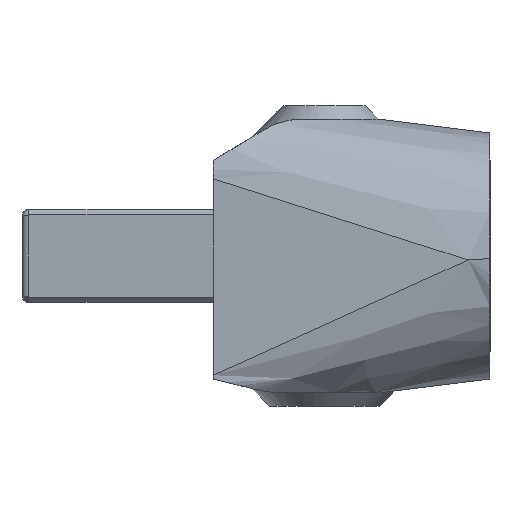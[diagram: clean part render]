
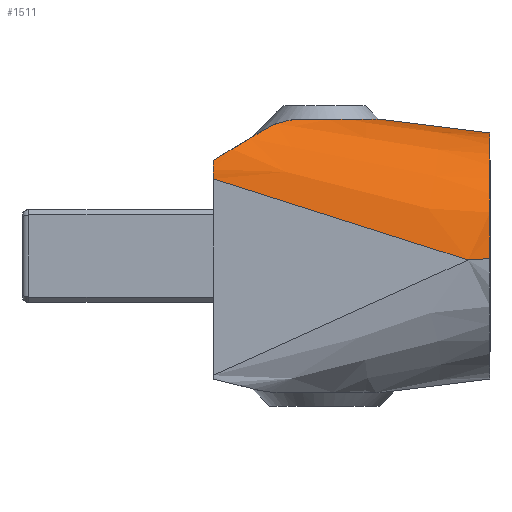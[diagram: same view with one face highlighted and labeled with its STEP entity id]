
A CAD part, front view. The second image highlights one B-rep face of the part: STEP entity #1511.
In plain terms, the highlighted conical face has half-angle 10.366 degrees and reference radius 7.445 mm.
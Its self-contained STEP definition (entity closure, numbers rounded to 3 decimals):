
#25=B_SPLINE_CURVE_WITH_KNOTS('',3,(#2415,#2416,#2417,#2418),
 .UNSPECIFIED.,.F.,.F.,(4,4),(0.,0.158),.UNSPECIFIED.);
#29=B_SPLINE_CURVE_WITH_KNOTS('',3,(#2459,#2460,#2461,#2462,#2463,#2464,
#2465,#2466),.UNSPECIFIED.,.F.,.F.,(4,2,2,4),(1.113,1.301,
1.403,1.43),.UNSPECIFIED.);
#53=ELLIPSE('',#1581,6.365,5.952);
#55=ELLIPSE('',#1586,7.874,5.73);
#72=ELLIPSE('',#1630,10.598,9.911);
#73=ELLIPSE('',#1631,16.642,4.029);
#134=CONICAL_SURFACE('',#1629,7.445,0.181);
#183=FACE_OUTER_BOUND('',#272,.T.);
#272=EDGE_LOOP('',(#1207,#1208,#1209,#1210,#1211,#1212,#1213,#1214));
#428=LINE('',#2478,#576);
#429=LINE('',#2482,#577);
#576=VECTOR('',#1955,10.172);
#577=VECTOR('',#1958,10.172);
#659=VERTEX_POINT('',#2252);
#660=VERTEX_POINT('',#2254);
#684=VERTEX_POINT('',#2312);
#707=VERTEX_POINT('',#2412);
#708=VERTEX_POINT('',#2414);
#716=VERTEX_POINT('',#2458);
#718=VERTEX_POINT('',#2479);
#719=VERTEX_POINT('',#2481);
#810=EDGE_CURVE('',#660,#659,#53,.T.);
#841=EDGE_CURVE('',#684,#660,#55,.T.);
#884=EDGE_CURVE('',#708,#707,#25,.T.);
#896=EDGE_CURVE('',#684,#716,#29,.T.);
#899=EDGE_CURVE('',#659,#708,#428,.T.);
#900=EDGE_CURVE('',#707,#718,#72,.T.);
#901=EDGE_CURVE('',#718,#719,#429,.T.);
#902=EDGE_CURVE('',#719,#716,#73,.T.);
#1207=ORIENTED_EDGE('',*,*,#896,.F.);
#1208=ORIENTED_EDGE('',*,*,#841,.T.);
#1209=ORIENTED_EDGE('',*,*,#810,.T.);
#1210=ORIENTED_EDGE('',*,*,#899,.T.);
#1211=ORIENTED_EDGE('',*,*,#884,.T.);
#1212=ORIENTED_EDGE('',*,*,#900,.T.);
#1213=ORIENTED_EDGE('',*,*,#901,.T.);
#1214=ORIENTED_EDGE('',*,*,#902,.T.);
#1511=ADVANCED_FACE('',(#183),#134,.T.);
#1581=AXIS2_PLACEMENT_3D('',#2255,#1796,#1797);
#1586=AXIS2_PLACEMENT_3D('',#2313,#1835,#1836);
#1629=AXIS2_PLACEMENT_3D('',#2477,#1953,#1954);
#1630=AXIS2_PLACEMENT_3D('',#2480,#1956,#1957);
#1631=AXIS2_PLACEMENT_3D('',#2483,#1959,#1960);
#1796=DIRECTION('center_axis',(1.,0.,0.));
#1797=DIRECTION('ref_axis',(0.,0.516,-0.856));
#1835=DIRECTION('center_axis',(0.514,0.,
-0.857));
#1836=DIRECTION('ref_axis',(-0.826,-0.267,-0.496));
#1953=DIRECTION('center_axis',(0.937,0.18,-0.298));
#1954=DIRECTION('ref_axis',(0.298,0.033,0.954));
#1955=DIRECTION('',(0.953,0.,-0.303));
#1956=DIRECTION('center_axis',(-1.,0.,0.));
#1957=DIRECTION('ref_axis',(0.,-0.516,0.856));
#1958=DIRECTION('',(-0.976,-0.183,0.122));
#1959=DIRECTION('center_axis',(0.,0.,
-1.));
#1960=DIRECTION('ref_axis',(0.982,0.189,0.));
#2252=CARTESIAN_POINT('',(67.,-170.305,-264.078));
#2254=CARTESIAN_POINT('',(67.,-170.158,-262.721));
#2255=CARTESIAN_POINT('Origin',(67.,-164.24,-264.449));
#2312=CARTESIAN_POINT('',(70.812,-168.295,-260.434));
#2313=CARTESIAN_POINT('Origin',(66.61,-164.396,-262.955));
#2412=CARTESIAN_POINT('',(87.238,-170.287,-269.912));
#2414=CARTESIAN_POINT('',(85.633,-170.305,-270.012));
#2415=CARTESIAN_POINT('Ctrl Pts',(85.633,-170.305,-270.012));
#2416=CARTESIAN_POINT('Ctrl Pts',(86.157,-170.305,-269.978));
#2417=CARTESIAN_POINT('Ctrl Pts',(86.693,-170.299,-269.945));
#2418=CARTESIAN_POINT('Ctrl Pts',(87.238,-170.287,-269.912));
#2458=CARTESIAN_POINT('',(73.385,-166.501,-259.721));
#2459=CARTESIAN_POINT('Ctrl Pts',(70.812,-168.295,-260.434));
#2460=CARTESIAN_POINT('Ctrl Pts',(71.248,-167.918,-260.172));
#2461=CARTESIAN_POINT('Ctrl Pts',(71.74,-167.5,-259.969));
#2462=CARTESIAN_POINT('Ctrl Pts',(72.546,-166.934,-259.784));
#2463=CARTESIAN_POINT('Ctrl Pts',(72.838,-166.751,-259.742));
#2464=CARTESIAN_POINT('Ctrl Pts',(73.222,-166.569,-259.723));
#2465=CARTESIAN_POINT('Ctrl Pts',(73.303,-166.533,-259.721));
#2466=CARTESIAN_POINT('Ctrl Pts',(73.385,-166.501,-259.721));
#2477=CARTESIAN_POINT('Origin',(74.721,-162.981,-266.537));
#2478=CARTESIAN_POINT('',(75.997,-170.305,-266.944));
#2479=CARTESIAN_POINT('',(87.238,-160.805,-260.721));
#2480=CARTESIAN_POINT('Origin',(87.238,-160.206,-271.141));
#2481=CARTESIAN_POINT('',(79.238,-162.305,-259.721));
#2482=CARTESIAN_POINT('',(76.936,-162.736,-259.434));
#2483=CARTESIAN_POINT('Origin',(62.877,-165.255,-259.721));
